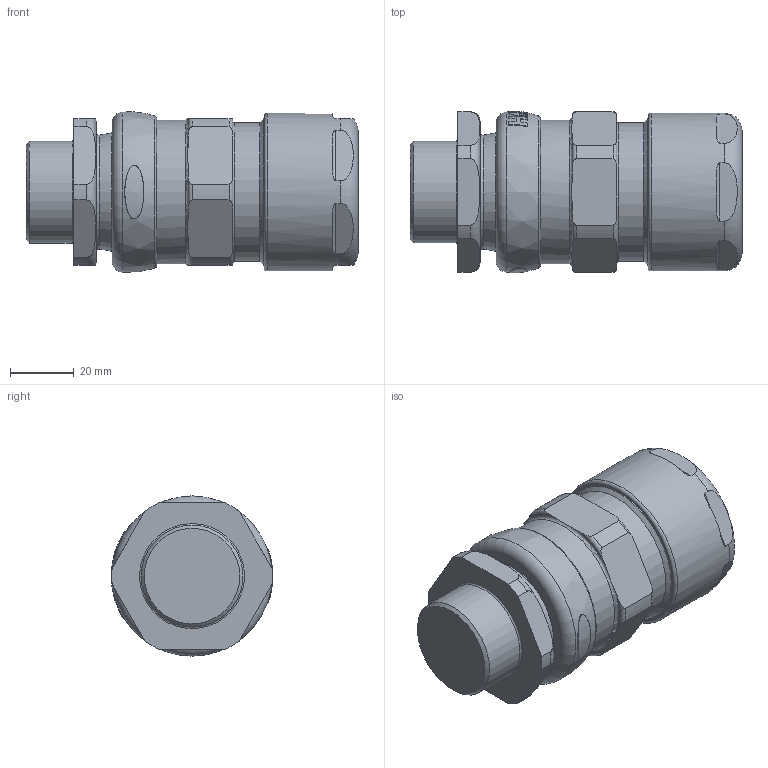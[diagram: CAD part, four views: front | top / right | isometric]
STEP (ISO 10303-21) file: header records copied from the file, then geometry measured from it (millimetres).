
FILE_DESCRIPTION(/* description */ (''),/* implementation_level */ '2;1');
FILE_NAME(/* name */ '711_X C.stp',/* time_stamp */ '2019-08-05T10:00:08+06:00',/* author */ ('vinaykumark'),/* organization */ (''),/* preprocessor_version */ 'ST-DEVELOPER v16.13',/* originating_system */ 'Autodesk Inventor 2018',/* authorisation */ '');
FILE_SCHEMA (('AUTOMOTIVE_DESIGN { 1 0 10303 214 3 1 1 }'));
Length unit declared in the file: millimetre
Products named in the file (1): 711_X A
Bounding box: 104.33 x 50.75 x 50.36 mm (x, y, z)
Volume: 261535.6 mm3; surface area: 62549.1 mm2
Topology: 11 solids, 11 shells, 914 faces, 2514 edges, 1634 vertices
Faces by surface type: plane 382, torus 176, bspline 168, cone 102, cylinder 86
Full cylindrical faces by diameter (mm): 26.3 x1, 26.5 x1, 30 x1, 30.3 x1, 32 x1, 33.3 x1, 33.75 x1, 33.9 x1, 36.2 x1, 36.277 x1, 37 x1, 38 x1, 38.1 x2, 38.8 x2, 41.275 x1, 43.54 x2, 44 x1, 44.4 x1, 45.15 x1, 46 x1, 49.5 x1
Entity records: 34249 total; most frequent: CARTESIAN_POINT 11753, ORIENTED_EDGE 4850, DIRECTION 4044, EDGE_CURVE 2425, AXIS2_PLACEMENT_3D 1636, VERTEX_POINT 1625, EDGE_LOOP 1038, STYLED_ITEM 925
